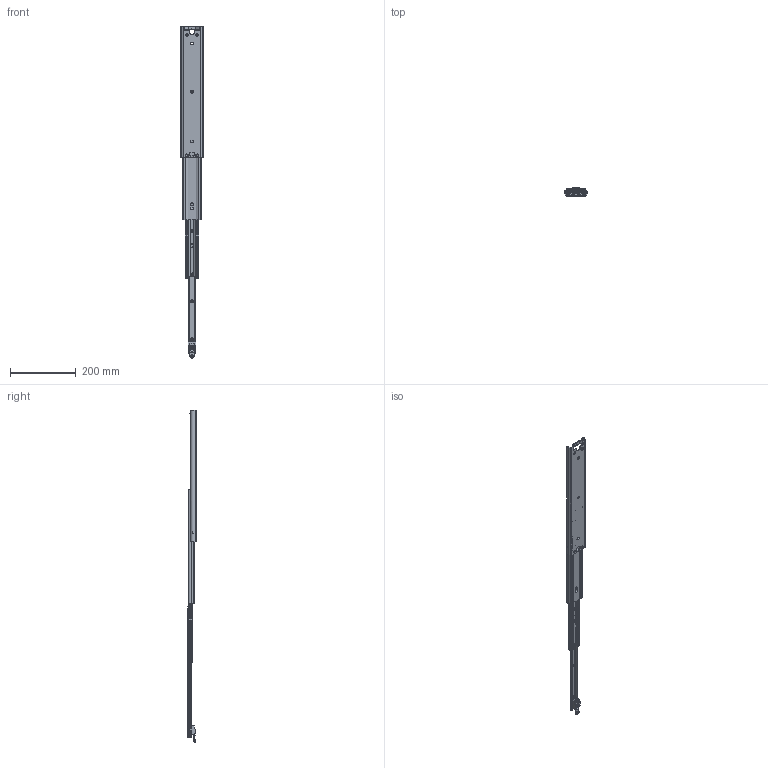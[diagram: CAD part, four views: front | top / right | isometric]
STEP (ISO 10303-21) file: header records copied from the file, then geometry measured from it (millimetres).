
FILE_DESCRIPTION(/* description */ ('CONDOR 400.0 / 595.0 (25.1mm)'),/* implementation_level */ '2;1');
FILE_NAME(/* name */ '111-M33_01_out.stp',/* time_stamp */ '2024-05-14T09:27:32+02:00',/* author */ ('m.meijers'),/* organization */ (''),/* preprocessor_version */ 'ST-DEVELOPER v18.1',/* originating_system */ 'Autodesk Inventor 2022',/* authorisation */ '');
FILE_SCHEMA (('AUTOMOTIVE_DESIGN { 1 0 10303 214 3 1 1 }'));
Products named in the file (23): 111-M33; 111-M33_1; 111-M33_2; 111-M33_3; 111-M33_4; 111-M33_5; 111-M33_6; 111-M33_7; 111-M33_8; 111-M33_9; 111-M33_10; 111-M33_11; 111-M33_12; 111-M33_13; 111-M33_14; 111-M33_15; 111-M33_16; 111-M33_17; 111-M33_18; 921587; 921615; 921614; 922063
Assembly tree (74 placements, depth 4):
  111-M33
    111-M33_2
    111-M33_1
      111-M33_2
      111-M33_3
    111-M33_4
      111-M33_5
      111-M33_6  x16
    111-M33_7
      111-M33_8
    111-M33_9
      111-M33_10
      111-M33_11  x20
    111-M33_12
      111-M33_13
    111-M33_14
      111-M33_15
      111-M33_16  x18
    111-M33_17
      111-M33_18
      921587
      921615
        921614
        922063
Bounding box: 70.9 x 25.16 x 1007.2 mm (x, y, z)
Volume: 236197.5 mm3; surface area: 286075.2 mm2
Topology: 64 solids, 64 shells, 1927 faces, 5553 edges, 3630 vertices
Faces by surface type: plane 969, cylinder 790, sphere 58, cone 56, bspline 40, torus 14
Full cylindrical faces by diameter (mm): 2 x1, 4.5 x1, 8 x5, 11 x2
Entity records: 68125 total; most frequent: CARTESIAN_POINT 16788, ORIENTED_EDGE 10788, DIRECTION 10627, EDGE_CURVE 5394, AXIS2_PLACEMENT_3D 3611, VERTEX_POINT 3528, LINE 3405, VECTOR 3405
